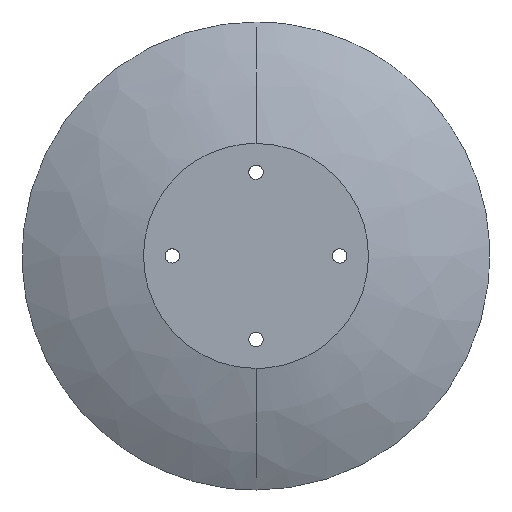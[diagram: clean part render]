
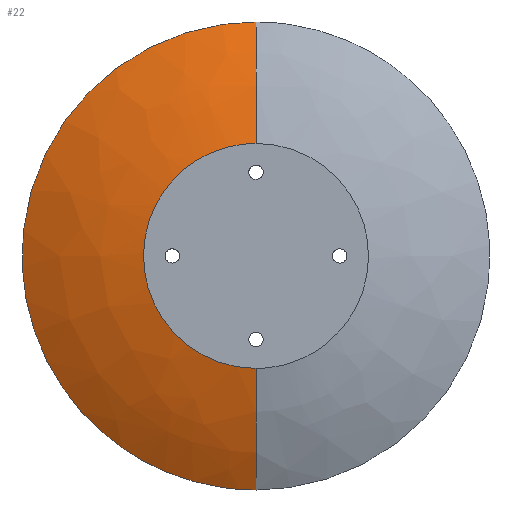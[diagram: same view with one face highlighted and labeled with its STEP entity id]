
A CAD part, top view. The second image highlights one B-rep face of the part: STEP entity #22.
In plain terms, the highlighted free-form (B-spline) face has degree [3, 3] with [4, 4] control points.
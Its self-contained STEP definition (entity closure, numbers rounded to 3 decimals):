
#22=ADVANCED_FACE($,(#34),#178,.T.);
#34=FACE_OUTER_BOUND($,#46,.T.);
#46=EDGE_LOOP($,(#66,#67,#68,#69));
#66=ORIENTED_EDGE($,*,*,#126,.T.);
#67=ORIENTED_EDGE($,*,*,#127,.T.);
#68=ORIENTED_EDGE($,*,*,#128,.T.);
#69=ORIENTED_EDGE($,*,*,#129,.T.);
#126=EDGE_CURVE($,#156,#157,#196,.T.);
#127=EDGE_CURVE($,#157,#158,#197,.T.);
#128=EDGE_CURVE($,#158,#159,#198,.T.);
#129=EDGE_CURVE($,#159,#156,#199,.T.);
#156=VERTEX_POINT($,#550);
#157=VERTEX_POINT($,#551);
#158=VERTEX_POINT($,#552);
#159=VERTEX_POINT($,#553);
#178=(
BOUNDED_SURFACE()
B_SPLINE_SURFACE(3,3,((#436,#437,#438,#439),(#440,#441,#442,#443),(#444,
#445,#446,#447),(#448,#449,#450,#451)),.UNSPECIFIED.,.F.,.F.,.F.)
B_SPLINE_SURFACE_WITH_KNOTS((4,4),(4,4),(0.,115.487),(0.,587.473),
.UNSPECIFIED.)
GEOMETRIC_REPRESENTATION_ITEM()
RATIONAL_B_SPLINE_SURFACE(((1.,0.333,0.333,1.),(0.987,
0.329,0.329,0.987),(0.987,
0.329,0.329,0.987),(1.,0.333,
0.333,1.)))
REPRESENTATION_ITEM($)
SURFACE()
);
#196=(
BOUNDED_CURVE()
B_SPLINE_CURVE(3,(#316,#317,#318,#319),.UNSPECIFIED.,.F.,.F.)
B_SPLINE_CURVE_WITH_KNOTS((4,4),(0.,115.487),.UNSPECIFIED.)
CURVE()
GEOMETRIC_REPRESENTATION_ITEM()
RATIONAL_B_SPLINE_CURVE((1.,0.987,0.987,1.))
REPRESENTATION_ITEM($)
);
#197=(
BOUNDED_CURVE()
B_SPLINE_CURVE(3,(#320,#321,#322,#323),.UNSPECIFIED.,.F.,.F.)
B_SPLINE_CURVE_WITH_KNOTS((4,4),(0.,587.473),.UNSPECIFIED.)
CURVE()
GEOMETRIC_REPRESENTATION_ITEM()
RATIONAL_B_SPLINE_CURVE((1.,0.333,0.333,1.))
REPRESENTATION_ITEM($)
);
#198=(
BOUNDED_CURVE()
B_SPLINE_CURVE(3,(#324,#325,#326,#327),.UNSPECIFIED.,.F.,.F.)
B_SPLINE_CURVE_WITH_KNOTS((4,4),(-115.487,0.),.UNSPECIFIED.)
CURVE()
GEOMETRIC_REPRESENTATION_ITEM()
RATIONAL_B_SPLINE_CURVE((1.,0.987,0.987,1.))
REPRESENTATION_ITEM($)
);
#199=(
BOUNDED_CURVE()
B_SPLINE_CURVE(3,(#328,#329,#330,#331),.UNSPECIFIED.,.F.,.F.)
B_SPLINE_CURVE_WITH_KNOTS((4,4),(-587.473,0.),.UNSPECIFIED.)
CURVE()
GEOMETRIC_REPRESENTATION_ITEM()
RATIONAL_B_SPLINE_CURVE((1.,0.333,0.333,1.))
REPRESENTATION_ITEM($)
);
#316=CARTESIAN_POINT($,(-52.298,-5.695,97.097));
#317=CARTESIAN_POINT($,(-52.298,13.037,93.011));
#318=CARTESIAN_POINT($,(-52.298,30.204,86.596));
#319=CARTESIAN_POINT($,(-52.298,45.15,78.097));
#320=CARTESIAN_POINT($,(-52.298,45.15,78.097));
#321=CARTESIAN_POINT($,(-248.122,45.15,78.097));
#322=CARTESIAN_POINT($,(-248.122,-150.675,78.097));
#323=CARTESIAN_POINT($,(-52.298,-150.675,78.097));
#324=CARTESIAN_POINT($,(-52.298,-150.675,78.097));
#325=CARTESIAN_POINT($,(-52.298,-135.729,86.596));
#326=CARTESIAN_POINT($,(-52.298,-118.562,93.011));
#327=CARTESIAN_POINT($,(-52.298,-99.83,97.097));
#328=CARTESIAN_POINT($,(-52.298,-99.83,97.097));
#329=CARTESIAN_POINT($,(-146.432,-99.83,97.097));
#330=CARTESIAN_POINT($,(-146.432,-5.695,97.097));
#331=CARTESIAN_POINT($,(-52.298,-5.695,97.097));
#436=CARTESIAN_POINT($,(-52.298,-5.695,97.097));
#437=CARTESIAN_POINT($,(-146.432,-5.695,97.097));
#438=CARTESIAN_POINT($,(-146.432,-99.83,97.097));
#439=CARTESIAN_POINT($,(-52.298,-99.83,97.097));
#440=CARTESIAN_POINT($,(-52.298,13.037,93.011));
#441=CARTESIAN_POINT($,(-183.896,13.037,93.011));
#442=CARTESIAN_POINT($,(-183.896,-118.562,93.011));
#443=CARTESIAN_POINT($,(-52.298,-118.562,93.011));
#444=CARTESIAN_POINT($,(-52.298,30.204,86.596));
#445=CARTESIAN_POINT($,(-218.231,30.204,86.596));
#446=CARTESIAN_POINT($,(-218.231,-135.729,86.596));
#447=CARTESIAN_POINT($,(-52.298,-135.729,86.596));
#448=CARTESIAN_POINT($,(-52.298,45.15,78.097));
#449=CARTESIAN_POINT($,(-248.122,45.15,78.097));
#450=CARTESIAN_POINT($,(-248.122,-150.675,78.097));
#451=CARTESIAN_POINT($,(-52.298,-150.675,78.097));
#550=CARTESIAN_POINT($,(-52.298,-5.695,97.097));
#551=CARTESIAN_POINT($,(-52.298,45.15,78.097));
#552=CARTESIAN_POINT($,(-52.298,-150.675,78.097));
#553=CARTESIAN_POINT($,(-52.298,-99.83,97.097));
